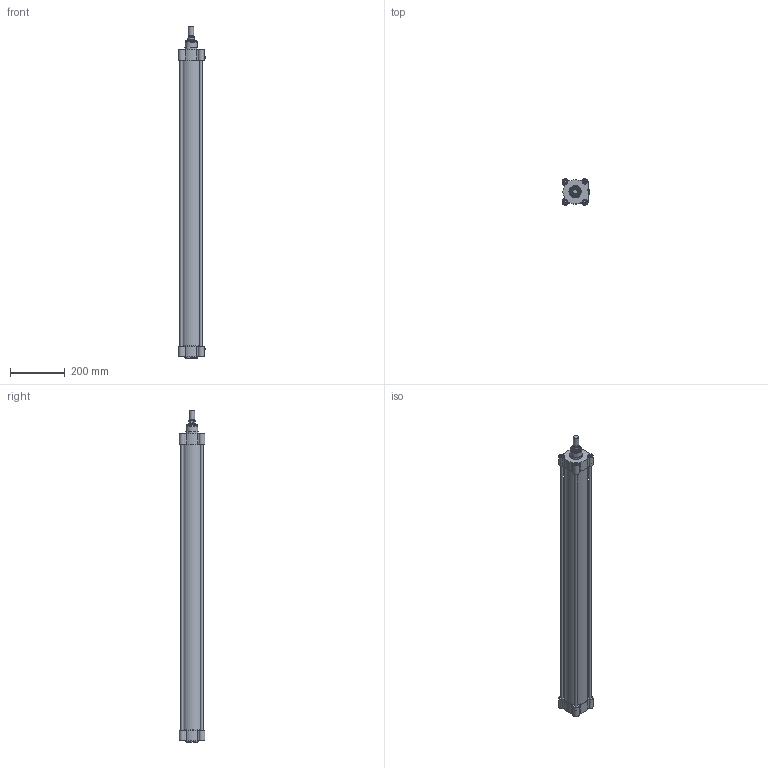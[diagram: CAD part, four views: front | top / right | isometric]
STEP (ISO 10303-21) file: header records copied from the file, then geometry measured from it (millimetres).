
FILE_DESCRIPTION((''),'2;1');
FILE_NAME('YDM080.1000.GS.M.stp','2014-07-09T08:52:08',('carlo.corazza'),(''),'Autodesk Inventor 2012','Autodesk Inventor 2012','');
FILE_SCHEMA(('AUTOMOTIVE_DESIGN { 1 0 10303 214 1 1 1 1 }'));
Length unit declared in the file: millimetre
Products named in the file (6): YDM080..GS.M; CORPO-1000; STELO-1000; TA; TIRANTE-1000; TP
Assembly tree (8 placements, depth 2):
  YDM080..GS.M
    CORPO-1000
    STELO-1000
    TA
    TIRANTE-1000  x4
    TP
Bounding box: 101.5 x 94.99 x 1218 mm (x, y, z)
Volume: 2090011.4 mm3; surface area: 880556.8 mm2
Topology: 13 solids, 17 shells, 496 faces, 1115 edges, 699 vertices
Faces by surface type: plane 195, cone 141, cylinder 111, torus 41, revolution 8
Full cylindrical faces by diameter (mm): 5 x4, 6.6 x2, 7 x2, 7.3 x2, 8 x2, 8.376 x8, 9.3 x4, 10 x4, 11.8 x4, 11.99 x2, 12 x5, 14.7 x2, 14.95 x2, 15 x2, 16 x9, 16.5 x8, 17.5 x1, 20 x1, 23 x2, 24.5 x1, 25 x2, 25.8 x1, 25.962 x1, 30 x2, 35 x3, 43.5 x1, 45 x2, 80 x1, 84 x1
Entity records: 13091 total; most frequent: CARTESIAN_POINT 2556, DIRECTION 2172, ORIENTED_EDGE 1700, AXIS2_PLACEMENT_3D 935, EDGE_CURVE 850, EDGE_LOOP 756, VERTEX_POINT 645, FACE_OUTER_BOUND 481
